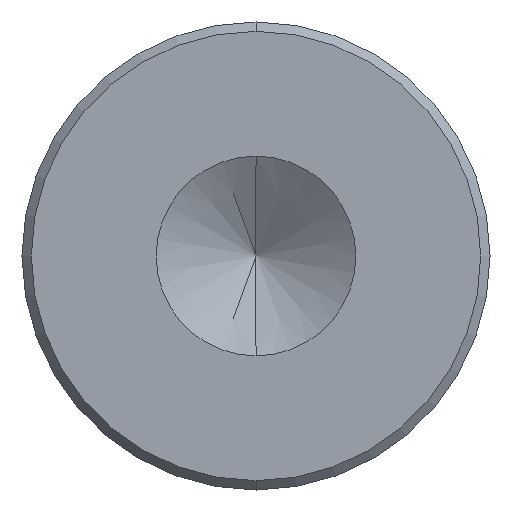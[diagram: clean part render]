
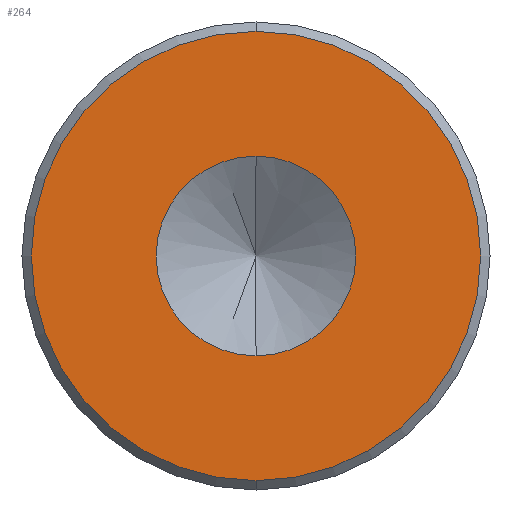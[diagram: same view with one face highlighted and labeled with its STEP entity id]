
A CAD part, front view. The second image highlights one B-rep face of the part: STEP entity #264.
In plain terms, the highlighted planar face has unit normal (0, -1, 0).
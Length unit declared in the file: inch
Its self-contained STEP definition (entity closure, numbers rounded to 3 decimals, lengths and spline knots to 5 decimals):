
#16 = EDGE_CURVE ( 'NONE', #142, #485, #355, .T. ) ;
#44 = AXIS2_PLACEMENT_3D ( 'NONE', #390, #199, #468 ) ;
#47 = FACE_BOUND ( 'NONE', #82, .T. ) ;
#50 = CARTESIAN_POINT ( 'NONE',  ( 0., 0., -0.11985 ) ) ;
#80 = FACE_OUTER_BOUND ( 'NONE', #151, .T. ) ;
#82 = EDGE_LOOP ( 'NONE', ( #173, #162 ) ) ;
#84 = EDGE_CURVE ( 'NONE', #485, #142, #297, .T. ) ;
#95 = CARTESIAN_POINT ( 'NONE',  ( 0., 0., -0.05325 ) ) ;
#101 = CARTESIAN_POINT ( 'NONE',  ( 0., 0., 0.11985 ) ) ;
#122 = EDGE_CURVE ( 'NONE', #479, #214, #262, .T. ) ;
#142 = VERTEX_POINT ( 'NONE', #413 ) ;
#151 = EDGE_LOOP ( 'NONE', ( #399, #252 ) ) ;
#162 = ORIENTED_EDGE ( 'NONE', *, *, #16, .F. ) ;
#164 = CIRCLE ( 'NONE', #481, 0.11985 ) ;
#165 = EDGE_CURVE ( 'NONE', #214, #479, #164, .T. ) ;
#173 = ORIENTED_EDGE ( 'NONE', *, *, #84, .F. ) ;
#195 = DIRECTION ( 'NONE',  ( 0., 1., 0. ) ) ;
#199 = DIRECTION ( 'NONE',  ( 0., -1., 0. ) ) ;
#214 = VERTEX_POINT ( 'NONE', #50 ) ;
#237 = AXIS2_PLACEMENT_3D ( 'NONE', #304, #195, #480 ) ;
#252 = ORIENTED_EDGE ( 'NONE', *, *, #165, .T. ) ;
#262 = CIRCLE ( 'NONE', #368, 0.11985 ) ;
#264 = ADVANCED_FACE ( 'NONE', ( #47, #80 ), #476, .F. ) ;
#268 = DIRECTION ( 'NONE',  ( 0., 0., 1. ) ) ;
#279 = CARTESIAN_POINT ( 'NONE',  ( 0., 0., 0. ) ) ;
#282 = DIRECTION ( 'NONE',  ( 0., 0., -1. ) ) ;
#297 = CIRCLE ( 'NONE', #325, 0.05325 ) ;
#304 = CARTESIAN_POINT ( 'NONE',  ( 0., 0., 0. ) ) ;
#311 = CARTESIAN_POINT ( 'NONE',  ( 0., 0., 0. ) ) ;
#325 = AXIS2_PLACEMENT_3D ( 'NONE', #279, #376, #282 ) ;
#355 = CIRCLE ( 'NONE', #44, 0.05325 ) ;
#368 = AXIS2_PLACEMENT_3D ( 'NONE', #435, #441, #415 ) ;
#376 = DIRECTION ( 'NONE',  ( 0., -1., 0. ) ) ;
#390 = CARTESIAN_POINT ( 'NONE',  ( 0., 0., 0. ) ) ;
#399 = ORIENTED_EDGE ( 'NONE', *, *, #122, .T. ) ;
#413 = CARTESIAN_POINT ( 'NONE',  ( 0., 0., 0.05325 ) ) ;
#415 = DIRECTION ( 'NONE',  ( 0., 0., 1. ) ) ;
#435 = CARTESIAN_POINT ( 'NONE',  ( 0., 0., 0. ) ) ;
#441 = DIRECTION ( 'NONE',  ( 0., -1., 0. ) ) ;
#468 = DIRECTION ( 'NONE',  ( 0., 0., -1. ) ) ;
#476 = PLANE ( 'NONE',  #237 ) ;
#479 = VERTEX_POINT ( 'NONE', #101 ) ;
#480 = DIRECTION ( 'NONE',  ( 0., 0., 1. ) ) ;
#481 = AXIS2_PLACEMENT_3D ( 'NONE', #311, #482, #268 ) ;
#482 = DIRECTION ( 'NONE',  ( 0., -1., 0. ) ) ;
#485 = VERTEX_POINT ( 'NONE', #95 ) ;
